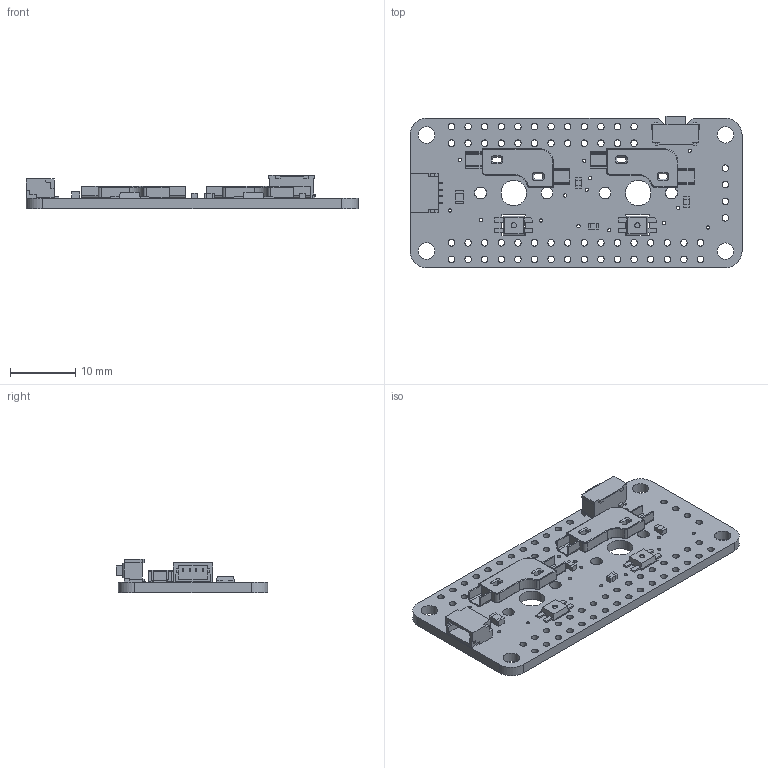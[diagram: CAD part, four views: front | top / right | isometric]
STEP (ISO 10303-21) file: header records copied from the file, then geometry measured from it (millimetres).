
FILE_DESCRIPTION(/* description */ (''),/* implementation_level */ '2;1');
FILE_NAME(/* name */ 'NeoKey2.step',/* time_stamp */ '2021-05-27T14:28:00-04:00',/* author */ (''),/* organization */ (''),/* preprocessor_version */ 'ST-DEVELOPER v18.1',/* originating_system */ 'Autodesk Translation Framework v10.9.0.1377',/* authorisation */ '');
FILE_SCHEMA (('AUTOMOTIVE_DESIGN { 1 0 10303 214 3 1 1 }'));
Length unit declared in the file: millimetre
Products named in the file (8): PCB Component; Board; MX; WS2812B_SK6812E; 100K; SPST_TACTILE_RA; STEMMA_I2C_QT; 10uF
Assembly tree (11 placements, depth 2):
  PCB Component
    Board
    MX  x2
    WS2812B_SK6812E  x2
    100K  x3
    SPST_TACTILE_RA
    STEMMA_I2C_QT
    10uF
Bounding box: 50.8 x 23.17 x 5.07 mm (x, y, z)
Volume: 1922.7 mm3; surface area: 3721.8 mm2
Topology: 23 solids, 23 shells, 631 faces, 1587 edges, 1018 vertices
Faces by surface type: plane 412, cylinder 167, cone 36, torus 16
Full cylindrical faces by diameter (mm): 0.5 x17, 0.8 x4, 1 x62, 1.814 x4, 2.4 x2, 2.5 x2, 2.54 x2, 2.9 x2, 3 x2, 3.064 x4, 3.9 x2
Entity records: 14656 total; most frequent: CARTESIAN_POINT 2409, DIRECTION 2406, ORIENTED_EDGE 2352, EDGE_CURVE 1176, LINE 886, VECTOR 886, VERTEX_POINT 763, AXIS2_PLACEMENT_3D 760
